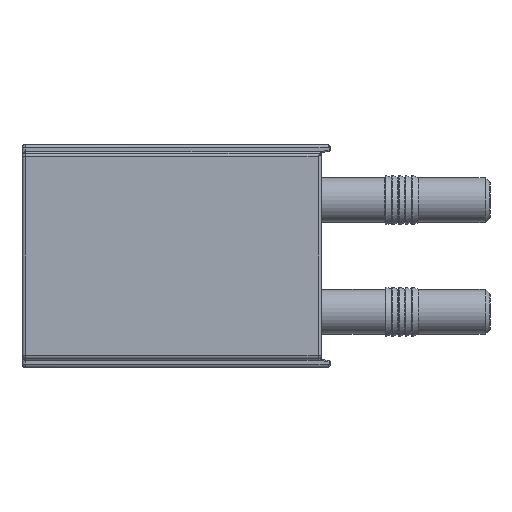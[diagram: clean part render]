
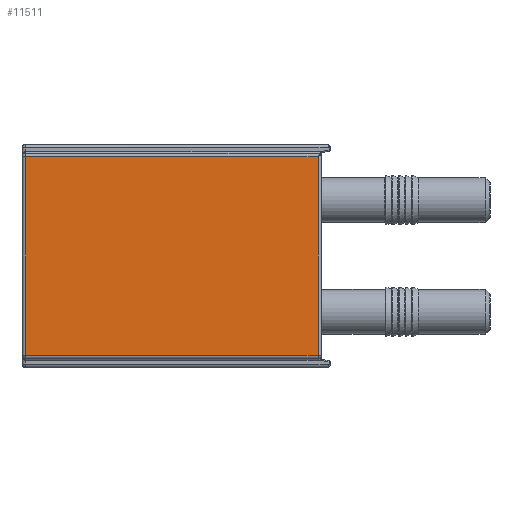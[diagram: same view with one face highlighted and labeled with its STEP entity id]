
A CAD part, left-side view. The second image highlights one B-rep face of the part: STEP entity #11511.
In plain terms, the highlighted planar face has unit normal (-1, 0, 0).
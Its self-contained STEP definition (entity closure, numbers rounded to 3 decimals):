
#2097 = LINE ( 'NONE', #14428, #12241 ) ;
#2103 = PLANE ( 'NONE',  #8644 ) ;
#2403 = ORIENTED_EDGE ( 'NONE', *, *, #19212, .T. ) ;
#2629 = LINE ( 'NONE', #16355, #7131 ) ;
#3646 = CARTESIAN_POINT ( 'NONE',  ( -1.35, 3.325, -2.26 ) ) ;
#3829 = FACE_OUTER_BOUND ( 'NONE', #19126, .T. ) ;
#3975 = DIRECTION ( 'NONE',  ( 0., 1., 0. ) ) ;
#4109 = CARTESIAN_POINT ( 'NONE',  ( -1.35, 3.405, 2.26 ) ) ;
#5174 = CARTESIAN_POINT ( 'NONE',  ( -1.35, -3.325, -2.26 ) ) ;
#6882 = ORIENTED_EDGE ( 'NONE', *, *, #20901, .T. ) ;
#7131 = VECTOR ( 'NONE', #16829, 1000. ) ;
#7688 = VECTOR ( 'NONE', #11302, 1000. ) ;
#7851 = EDGE_CURVE ( 'NONE', #9763, #16490, #2629, .T. ) ;
#8644 = AXIS2_PLACEMENT_3D ( 'NONE', #9739, #22715, #11637 ) ;
#9739 = CARTESIAN_POINT ( 'NONE',  ( -1.35, 0., 0. ) ) ;
#9763 = VERTEX_POINT ( 'NONE', #3646 ) ;
#9851 = EDGE_CURVE ( 'NONE', #22783, #17728, #23380, .T. ) ;
#11296 = ORIENTED_EDGE ( 'NONE', *, *, #9851, .T. ) ;
#11302 = DIRECTION ( 'NONE',  ( 0., 0., 1. ) ) ;
#11511 = ADVANCED_FACE ( 'NONE', ( #3829 ), #2103, .F. ) ;
#11637 = DIRECTION ( 'NONE',  ( 0., 0., -1. ) ) ;
#11918 = ORIENTED_EDGE ( 'NONE', *, *, #7851, .T. ) ;
#12241 = VECTOR ( 'NONE', #12556, 1000. ) ;
#12556 = DIRECTION ( 'NONE',  ( 0., 0., -1. ) ) ;
#13030 = VECTOR ( 'NONE', #3975, 1000. ) ;
#14428 = CARTESIAN_POINT ( 'NONE',  ( -1.35, 3.325, -2.34 ) ) ;
#15016 = CARTESIAN_POINT ( 'NONE',  ( -1.35, -3.325, 0. ) ) ;
#16355 = CARTESIAN_POINT ( 'NONE',  ( -1.35, 0., -2.26 ) ) ;
#16490 = VERTEX_POINT ( 'NONE', #5174 ) ;
#16829 = DIRECTION ( 'NONE',  ( 0., -1., 0. ) ) ;
#17219 = CARTESIAN_POINT ( 'NONE',  ( -1.35, -3.325, 2.26 ) ) ;
#17728 = VERTEX_POINT ( 'NONE', #20141 ) ;
#19126 = EDGE_LOOP ( 'NONE', ( #11296, #6882, #11918, #2403 ) ) ;
#19212 = EDGE_CURVE ( 'NONE', #16490, #22783, #22527, .T. ) ;
#20141 = CARTESIAN_POINT ( 'NONE',  ( -1.35, 3.325, 2.26 ) ) ;
#20901 = EDGE_CURVE ( 'NONE', #17728, #9763, #2097, .T. ) ;
#22527 = LINE ( 'NONE', #15016, #7688 ) ;
#22715 = DIRECTION ( 'NONE',  ( 1., 0., 0. ) ) ;
#22783 = VERTEX_POINT ( 'NONE', #17219 ) ;
#23380 = LINE ( 'NONE', #4109, #13030 ) ;
